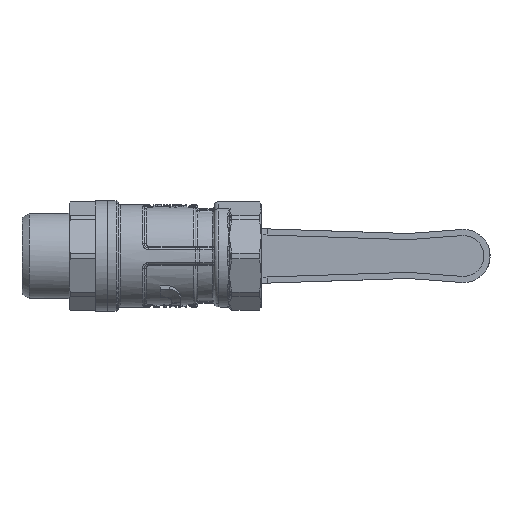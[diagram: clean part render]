
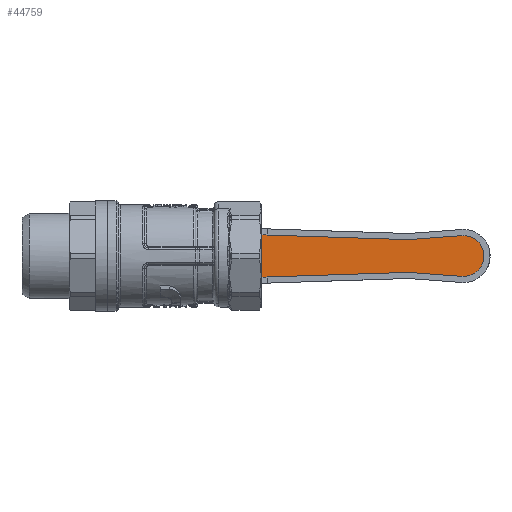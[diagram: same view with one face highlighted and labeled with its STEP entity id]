
A CAD part, front view. The second image highlights one B-rep face of the part: STEP entity #44759.
In plain terms, the highlighted planar face has unit normal (0, -1, 0).
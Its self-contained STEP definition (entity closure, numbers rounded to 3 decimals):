
#28 = CARTESIAN_POINT ( 'NONE',  ( 76.551, 37.5, -3.975 ) ) ;
#1038 = ORIENTED_EDGE ( 'NONE', *, *, #19434, .F. ) ;
#1176 = CARTESIAN_POINT ( 'NONE',  ( 73.5, 37.5, 5. ) ) ;
#1714 = VERTEX_POINT ( 'NONE', #24216 ) ;
#2479 = CARTESIAN_POINT ( 'NONE',  ( 60.032, 37.5, 3.998 ) ) ;
#2482 = CARTESIAN_POINT ( 'NONE',  ( 22.657, 37.5, -5.228 ) ) ;
#2505 = CARTESIAN_POINT ( 'NONE',  ( 73.124, 37.5, 4.986 ) ) ;
#3243 = CARTESIAN_POINT ( 'NONE',  ( 77.475, 37.5, 3.051 ) ) ;
#3590 = CARTESIAN_POINT ( 'NONE',  ( 76.005, 37.5, -4.34 ) ) ;
#3895 = CARTESIAN_POINT ( 'NONE',  ( 73.375, 37.5, -5. ) ) ;
#4270 = DIRECTION ( 'NONE',  ( 0., 1., 0. ) ) ;
#5470 = EDGE_CURVE ( 'NONE', #19062, #13499, #17083, .T. ) ;
#5505 = ORIENTED_EDGE ( 'NONE', *, *, #41563, .F. ) ;
#5915 = CARTESIAN_POINT ( 'NONE',  ( 73.5, 37.5, -5. ) ) ;
#6621 = CARTESIAN_POINT ( 'NONE',  ( 22.657, 37.5, -5.228 ) ) ;
#7153 = EDGE_CURVE ( 'NONE', #1714, #13499, #49936, .T. ) ;
#7229 = CARTESIAN_POINT ( 'NONE',  ( 22.657, 37.5, 5.228 ) ) ;
#7293 = AXIS2_PLACEMENT_3D ( 'NONE', #20153, #4270, #24363 ) ;
#7295 = CARTESIAN_POINT ( 'NONE',  ( 77.994, 37.5, -2.217 ) ) ;
#7389 = CARTESIAN_POINT ( 'NONE',  ( 22.657, 37.5, -1.743 ) ) ;
#7460 = CARTESIAN_POINT ( 'NONE',  ( 77.994, 37.5, 2.217 ) ) ;
#7631 = CARTESIAN_POINT ( 'NONE',  ( 75.717, 37.5, -4.494 ) ) ;
#8050 = CARTESIAN_POINT ( 'NONE',  ( 60.032, 37.5, 3.998 ) ) ;
#8270 = CARTESIAN_POINT ( 'NONE',  ( 73.249, 37.5, -4.995 ) ) ;
#8581 = CARTESIAN_POINT ( 'NONE',  ( 60.032, 37.5, -3.998 ) ) ;
#8810 = VERTEX_POINT ( 'NONE', #23907 ) ;
#8850 = CARTESIAN_POINT ( 'NONE',  ( 35.115, 37.5, 4.818 ) ) ;
#9838 = CARTESIAN_POINT ( 'NONE',  ( 64.396, 37.5, 4.327 ) ) ;
#10204 = CARTESIAN_POINT ( 'NONE',  ( 60.032, 37.5, -3.998 ) ) ;
#10738 = VERTEX_POINT ( 'NONE', #8581 ) ;
#11089 = CARTESIAN_POINT ( 'NONE',  ( 22.657, 37.5, -5.228 ) ) ;
#11254 = CARTESIAN_POINT ( 'NONE',  ( 22.657, 37.5, 1.743 ) ) ;
#11324 = CARTESIAN_POINT ( 'NONE',  ( 78.5, 37.5, 0.329 ) ) ;
#11841 = CARTESIAN_POINT ( 'NONE',  ( 78.468, 37.5, -0.653 ) ) ;
#12020 = CARTESIAN_POINT ( 'NONE',  ( 74.156, 37.5, 5. ) ) ;
#12649 = ORIENTED_EDGE ( 'NONE', *, *, #26256, .F. ) ;
#13499 = VERTEX_POINT ( 'NONE', #1176 ) ;
#15036 = CARTESIAN_POINT ( 'NONE',  ( 74.798, 37.5, -4.84 ) ) ;
#15133 = CARTESIAN_POINT ( 'NONE',  ( 73.5, 37.5, 5. ) ) ;
#15392 = CARTESIAN_POINT ( 'NONE',  ( 76.551, 37.5, 3.975 ) ) ;
#15561 = CARTESIAN_POINT ( 'NONE',  ( 77.475, 37.5, -3.051 ) ) ;
#15738 = CARTESIAN_POINT ( 'NONE',  ( 77.84, 37.5, 2.505 ) ) ;
#15913 = CARTESIAN_POINT ( 'NONE',  ( 77.268, 37.5, 3.303 ) ) ;
#16959 = CARTESIAN_POINT ( 'NONE',  ( 60.032, 37.5, 3.998 ) ) ;
#17083 = B_SPLINE_CURVE_WITH_KNOTS ( 'NONE', 3,
 ( #2505, #34779, #50909, #15133 ),
 .UNSPECIFIED., .F., .F.,
 ( 4, 4 ),
 ( 0., 1. ),
 .UNSPECIFIED. ) ;
#17104 = CARTESIAN_POINT ( 'NONE',  ( 22.657, 37.5, 5.228 ) ) ;
#17146 = CARTESIAN_POINT ( 'NONE',  ( 22.657, 37.5, 5.228 ) ) ;
#17802 = CARTESIAN_POINT ( 'NONE',  ( 64.396, 37.5, -4.327 ) ) ;
#19062 = VERTEX_POINT ( 'NONE', #21610 ) ;
#19434 = EDGE_CURVE ( 'NONE', #8810, #10738, #26771, .T. ) ;
#19818 = CARTESIAN_POINT ( 'NONE',  ( 76.803, 37.5, 3.768 ) ) ;
#20153 = CARTESIAN_POINT ( 'NONE',  ( 73.5, 37.5, 0. ) ) ;
#20785 = CARTESIAN_POINT ( 'NONE',  ( 73.5, 37.5, -5. ) ) ;
#21610 = CARTESIAN_POINT ( 'NONE',  ( 73.124, 37.5, 4.986 ) ) ;
#23907 = CARTESIAN_POINT ( 'NONE',  ( 73.124, 37.5, -4.986 ) ) ;
#24208 = CARTESIAN_POINT ( 'NONE',  ( 78.245, 37.5, -1.61 ) ) ;
#24216 = CARTESIAN_POINT ( 'NONE',  ( 73.5, 37.5, -5. ) ) ;
#24363 = DIRECTION ( 'NONE',  ( 1., 0., 0. ) ) ;
#26199 = CARTESIAN_POINT ( 'NONE',  ( 60.032, 37.5, -3.998 ) ) ;
#26256 = EDGE_CURVE ( 'NONE', #1714, #8810, #48277, .T. ) ;
#26328 = B_SPLINE_CURVE_WITH_KNOTS ( 'NONE', 3,
 ( #11089, #7389, #11254, #7229 ),
 .UNSPECIFIED., .F., .F.,
 ( 4, 4 ),
 ( 0., 1. ),
 .UNSPECIFIED. ) ;
#26374 = FACE_OUTER_BOUND ( 'NONE', #39963, .T. ) ;
#26690 = ORIENTED_EDGE ( 'NONE', *, *, #38077, .F. ) ;
#26771 = B_SPLINE_CURVE_WITH_KNOTS ( 'NONE', 3,
 ( #37920, #42018, #17802, #10204 ),
 .UNSPECIFIED., .F., .F.,
 ( 4, 4 ),
 ( 0., 1. ),
 .UNSPECIFIED. ) ;
#27579 = CARTESIAN_POINT ( 'NONE',  ( 76.803, 37.5, -3.768 ) ) ;
#27745 = CARTESIAN_POINT ( 'NONE',  ( 78.245, 37.5, 1.61 ) ) ;
#27930 = CARTESIAN_POINT ( 'NONE',  ( 78.34, 37.5, 1.298 ) ) ;
#28720 = B_SPLINE_CURVE_WITH_KNOTS ( 'NONE', 3,
 ( #2479, #9838, #38110, #42369 ),
 .UNSPECIFIED., .F., .F.,
 ( 4, 4 ),
 ( 0., 1. ),
 .UNSPECIFIED. ) ;
#29154 = ORIENTED_EDGE ( 'NONE', *, *, #7153, .T. ) ;
#31019 = VERTEX_POINT ( 'NONE', #17104 ) ;
#31806 = CARTESIAN_POINT ( 'NONE',  ( 77.84, 37.5, -2.505 ) ) ;
#32022 = EDGE_CURVE ( 'NONE', #47865, #31019, #26328, .T. ) ;
#32498 = ORIENTED_EDGE ( 'NONE', *, *, #32022, .F. ) ;
#34779 = CARTESIAN_POINT ( 'NONE',  ( 73.249, 37.5, 4.995 ) ) ;
#35035 = CARTESIAN_POINT ( 'NONE',  ( 74.153, 37.5, -4.968 ) ) ;
#35549 = CARTESIAN_POINT ( 'NONE',  ( 75.11, 37.5, -4.745 ) ) ;
#36059 = CARTESIAN_POINT ( 'NONE',  ( 78.468, 37.5, 0.653 ) ) ;
#37465 = CARTESIAN_POINT ( 'NONE',  ( 47.574, 37.5, 4.408 ) ) ;
#37631 = EDGE_CURVE ( 'NONE', #37829, #19062, #28720, .T. ) ;
#37829 = VERTEX_POINT ( 'NONE', #8050 ) ;
#37920 = CARTESIAN_POINT ( 'NONE',  ( 73.124, 37.5, -4.986 ) ) ;
#38077 = EDGE_CURVE ( 'NONE', #10738, #47865, #45742, .T. ) ;
#38110 = CARTESIAN_POINT ( 'NONE',  ( 68.76, 37.5, 4.657 ) ) ;
#38212 = CARTESIAN_POINT ( 'NONE',  ( 73.828, 37.5, -5. ) ) ;
#39566 = CARTESIAN_POINT ( 'NONE',  ( 76.005, 37.5, 4.34 ) ) ;
#39725 = B_SPLINE_CURVE_WITH_KNOTS ( 'NONE', 3,
 ( #17146, #8850, #37465, #16959 ),
 .UNSPECIFIED., .F., .F.,
 ( 4, 4 ),
 ( 0., 1. ),
 .UNSPECIFIED. ) ;
#39924 = CARTESIAN_POINT ( 'NONE',  ( 78.5, 37.5, -0.329 ) ) ;
#39963 = EDGE_LOOP ( 'NONE', ( #1038, #12649, #29154, #43167, #43065, #5505, #32498, #26690 ) ) ;
#40231 = CARTESIAN_POINT ( 'NONE',  ( 73.124, 37.5, -4.986 ) ) ;
#41563 = EDGE_CURVE ( 'NONE', #31019, #37829, #39725, .T. ) ;
#42018 = CARTESIAN_POINT ( 'NONE',  ( 68.76, 37.5, -4.657 ) ) ;
#42369 = CARTESIAN_POINT ( 'NONE',  ( 73.124, 37.5, 4.986 ) ) ;
#43012 = CARTESIAN_POINT ( 'NONE',  ( 35.115, 37.5, -4.818 ) ) ;
#43065 = ORIENTED_EDGE ( 'NONE', *, *, #37631, .F. ) ;
#43167 = ORIENTED_EDGE ( 'NONE', *, *, #5470, .F. ) ;
#43694 = CARTESIAN_POINT ( 'NONE',  ( 75.717, 37.5, 4.494 ) ) ;
#44392 = CARTESIAN_POINT ( 'NONE',  ( 73.5, 37.5, 5. ) ) ;
#44734 = PLANE ( 'NONE',  #7293 ) ;
#44759 = ADVANCED_FACE ( 'NONE', ( #26374 ), #44734, .F. ) ;
#45742 = B_SPLINE_CURVE_WITH_KNOTS ( 'NONE', 3,
 ( #26199, #50993, #43012, #6621 ),
 .UNSPECIFIED., .F., .F.,
 ( 4, 4 ),
 ( 0., 1. ),
 .UNSPECIFIED. ) ;
#47790 = CARTESIAN_POINT ( 'NONE',  ( 78.34, 37.5, -1.298 ) ) ;
#47865 = VERTEX_POINT ( 'NONE', #2482 ) ;
#48277 = B_SPLINE_CURVE_WITH_KNOTS ( 'NONE', 3,
 ( #20785, #3895, #8270, #40231 ),
 .UNSPECIFIED., .F., .F.,
 ( 4, 4 ),
 ( 0., 1. ),
 .UNSPECIFIED. ) ;
#49936 = B_SPLINE_CURVE_WITH_KNOTS ( 'NONE', 3,
 ( #5915, #38212, #35035, #15036, #35549, #7631, #3590, #28, #27579, #52332, #15561, #31806, #7295, #24208, #47790, #11841, #39924, #11324, #36059, #27930, #27745, #7460, #15738, #3243, #15913, #19818, #15392, #39566, #43694, #51820, #12020, #44392 ),
 .UNSPECIFIED., .F., .F.,
 ( 4, 2, 2, 2, 2, 2, 2, 2, 2, 2, 2, 2, 2, 2, 2, 4 ),
 ( 0., 0.063, 0.125, 0.188, 0.25, 0.313, 0.375, 0.438, 0.5, 0.563, 0.625, 0.688, 0.75, 0.813, 0.875, 1. ),
 .UNSPECIFIED. ) ;
#50909 = CARTESIAN_POINT ( 'NONE',  ( 73.375, 37.5, 5. ) ) ;
#50993 = CARTESIAN_POINT ( 'NONE',  ( 47.574, 37.5, -4.408 ) ) ;
#51820 = CARTESIAN_POINT ( 'NONE',  ( 74.806, 37.5, 4.871 ) ) ;
#52332 = CARTESIAN_POINT ( 'NONE',  ( 77.268, 37.5, -3.303 ) ) ;
